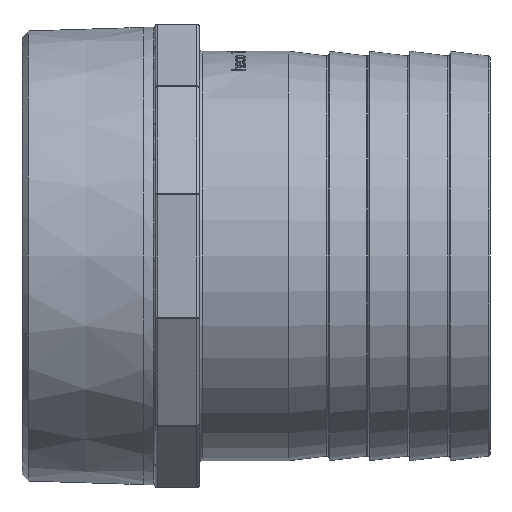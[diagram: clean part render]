
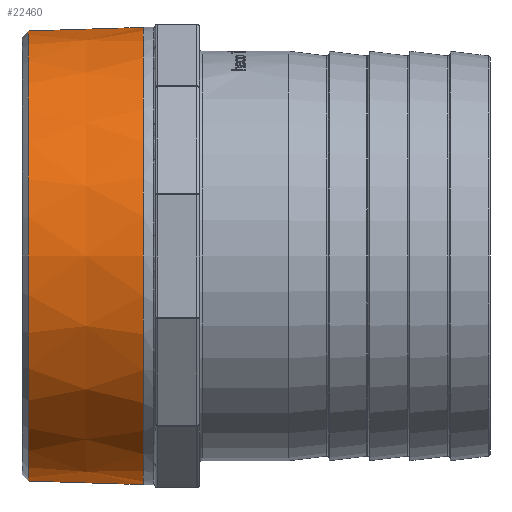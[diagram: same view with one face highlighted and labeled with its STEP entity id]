
A CAD part, front view. The second image highlights one B-rep face of the part: STEP entity #22460.
In plain terms, the highlighted conical face has half-angle 1.79 degrees and reference radius 56.515 mm.
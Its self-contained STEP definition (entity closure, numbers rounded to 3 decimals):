
#205 = CARTESIAN_POINT ( 'NONE',  ( 0., 0., 0. ) ) ;
#540 = AXIS2_PLACEMENT_3D ( 'NONE', #22851, #8514, #12660 ) ;
#2388 = AXIS2_PLACEMENT_3D ( 'NONE', #205, #21075, #10644 ) ;
#3740 = ORIENTED_EDGE ( 'NONE', *, *, #5671, .F. ) ;
#4414 = CIRCLE ( 'NONE', #2388, 56.659 ) ;
#4656 = EDGE_CURVE ( 'NONE', #20539, #15959, #12207, .T. ) ;
#5108 = AXIS2_PLACEMENT_3D ( 'NONE', #24692, #24515, #16087 ) ;
#5671 = EDGE_CURVE ( 'NONE', #20539, #21635, #23936, .T. ) ;
#5808 = LINE ( 'NONE', #20234, #13057 ) ;
#7543 = DIRECTION ( 'NONE',  ( 1., 0., 0.031 ) ) ;
#8514 = DIRECTION ( 'NONE',  ( -1., 0., 0. ) ) ;
#9034 = FACE_OUTER_BOUND ( 'NONE', #26569, .T. ) ;
#10274 = CARTESIAN_POINT ( 'NONE',  ( -28.492, 0., 55.769 ) ) ;
#10411 = ORIENTED_EDGE ( 'NONE', *, *, #14324, .T. ) ;
#10644 = DIRECTION ( 'NONE',  ( 0., 0., 1. ) ) ;
#12207 = LINE ( 'NONE', #17815, #23338 ) ;
#12660 = DIRECTION ( 'NONE',  ( 0., 0., 1. ) ) ;
#12862 = CARTESIAN_POINT ( 'NONE',  ( 0., 0., -56.659 ) ) ;
#13057 = VECTOR ( 'NONE', #7543, 1000. ) ;
#14324 = EDGE_CURVE ( 'NONE', #15959, #25323, #4414, .T. ) ;
#15851 = ORIENTED_EDGE ( 'NONE', *, *, #4656, .T. ) ;
#15959 = VERTEX_POINT ( 'NONE', #12862 ) ;
#16087 = DIRECTION ( 'NONE',  ( 0., 0., -1. ) ) ;
#17815 = CARTESIAN_POINT ( 'NONE',  ( -4.62, 0., -56.515 ) ) ;
#19386 = EDGE_CURVE ( 'NONE', #21635, #25323, #5808, .T. ) ;
#19874 = CONICAL_SURFACE ( 'NONE', #5108, 56.515, 0.031 ) ;
#20083 = ORIENTED_EDGE ( 'NONE', *, *, #19386, .F. ) ;
#20234 = CARTESIAN_POINT ( 'NONE',  ( -4.62, 0., 56.515 ) ) ;
#20539 = VERTEX_POINT ( 'NONE', #21454 ) ;
#21075 = DIRECTION ( 'NONE',  ( -1., 0., 0. ) ) ;
#21454 = CARTESIAN_POINT ( 'NONE',  ( -28.492, 0., -55.769 ) ) ;
#21635 = VERTEX_POINT ( 'NONE', #10274 ) ;
#21728 = CARTESIAN_POINT ( 'NONE',  ( 0., 0., 56.659 ) ) ;
#22460 = ADVANCED_FACE ( 'NONE', ( #9034 ), #19874, .T. ) ;
#22851 = CARTESIAN_POINT ( 'NONE',  ( -28.492, 0., 0. ) ) ;
#23338 = VECTOR ( 'NONE', #23696, 1000. ) ;
#23696 = DIRECTION ( 'NONE',  ( 1., 0., -0.031 ) ) ;
#23936 = CIRCLE ( 'NONE', #540, 55.769 ) ;
#24515 = DIRECTION ( 'NONE',  ( 1., 0., 0. ) ) ;
#24692 = CARTESIAN_POINT ( 'NONE',  ( -4.62, 0., 0. ) ) ;
#25323 = VERTEX_POINT ( 'NONE', #21728 ) ;
#26569 = EDGE_LOOP ( 'NONE', ( #20083, #3740, #15851, #10411 ) ) ;
